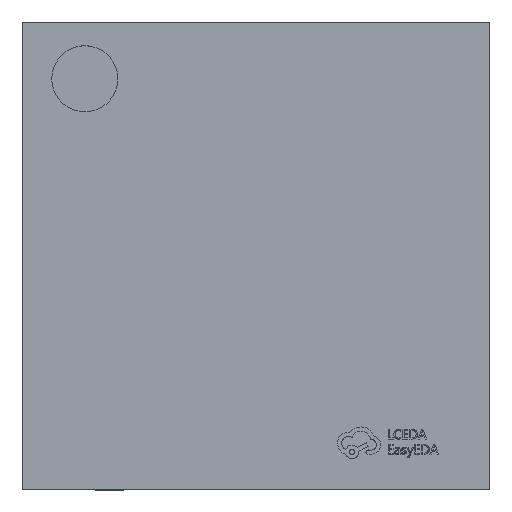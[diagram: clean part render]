
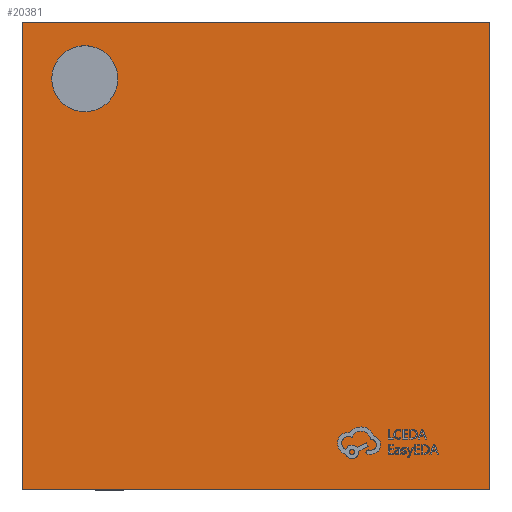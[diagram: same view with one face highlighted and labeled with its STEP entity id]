
A CAD part, top view. The second image highlights one B-rep face of the part: STEP entity #20381.
In plain terms, the highlighted planar face has unit normal (0, 0, 1).
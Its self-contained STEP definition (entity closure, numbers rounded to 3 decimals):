
#884 = CARTESIAN_POINT ( 'NONE',  ( -2., 2., 1. ) ) ;
#1640 = DIRECTION ( 'NONE',  ( 1., 0., 0. ) ) ;
#1848 = VECTOR ( 'NONE', #7147, 1000. ) ;
#4479 = CARTESIAN_POINT ( 'NONE',  ( 2., 2., 1. ) ) ;
#4692 = FACE_OUTER_BOUND ( 'NONE', #28104, .T. ) ;
#4829 = CARTESIAN_POINT ( 'NONE',  ( 2., 2., 1. ) ) ;
#5129 = CARTESIAN_POINT ( 'NONE',  ( -1.464, 1.515, 1. ) ) ;
#6606 = ORIENTED_EDGE ( 'NONE', *, *, #25955, .F. ) ;
#7147 = DIRECTION ( 'NONE',  ( 1., 0., 0. ) ) ;
#7480 = ORIENTED_EDGE ( 'NONE', *, *, #37423, .T. ) ;
#8135 = VERTEX_POINT ( 'NONE', #11995 ) ;
#8684 = VERTEX_POINT ( 'NONE', #25807 ) ;
#10848 = CIRCLE ( 'NONE', #38531, 0.283 ) ;
#10881 = CARTESIAN_POINT ( 'NONE',  ( 0., 0., 1. ) ) ;
#11995 = CARTESIAN_POINT ( 'NONE',  ( 2., -2., 1. ) ) ;
#12406 = VERTEX_POINT ( 'NONE', #23306 ) ;
#12428 = CIRCLE ( 'NONE', #21576, 0.283 ) ;
#13155 = DIRECTION ( 'NONE',  ( 0., -1., 0. ) ) ;
#13646 = EDGE_CURVE ( 'NONE', #8684, #40357, #10848, .T. ) ;
#14160 = LINE ( 'NONE', #4479, #24702 ) ;
#14325 = EDGE_CURVE ( 'NONE', #8135, #29615, #14160, .T. ) ;
#16732 = ORIENTED_EDGE ( 'NONE', *, *, #25274, .T. ) ;
#18836 = CARTESIAN_POINT ( 'NONE',  ( -2., -2., 1. ) ) ;
#19091 = LINE ( 'NONE', #40831, #29995 ) ;
#20122 = EDGE_LOOP ( 'NONE', ( #37874, #6606 ) ) ;
#20381 = ADVANCED_FACE ( 'NONE', ( #32725, #4692 ), #23616, .T. ) ;
#21576 = AXIS2_PLACEMENT_3D ( 'NONE', #26552, #35677, #39172 ) ;
#21609 = AXIS2_PLACEMENT_3D ( 'NONE', #10881, #23416, #23235 ) ;
#23235 = DIRECTION ( 'NONE',  ( 1., 0., 0. ) ) ;
#23267 = DIRECTION ( 'NONE',  ( 0., 0., 1. ) ) ;
#23306 = CARTESIAN_POINT ( 'NONE',  ( -2., -2., 1. ) ) ;
#23416 = DIRECTION ( 'NONE',  ( 0., 0., 1. ) ) ;
#23616 = PLANE ( 'NONE',  #21609 ) ;
#23916 = CARTESIAN_POINT ( 'NONE',  ( -2., 2., 1. ) ) ;
#24702 = VECTOR ( 'NONE', #35447, 1000. ) ;
#25274 = EDGE_CURVE ( 'NONE', #29615, #32493, #25825, .T. ) ;
#25807 = CARTESIAN_POINT ( 'NONE',  ( -1.181, 1.515, 1. ) ) ;
#25825 = LINE ( 'NONE', #884, #39374 ) ;
#25955 = EDGE_CURVE ( 'NONE', #40357, #8684, #12428, .T. ) ;
#26552 = CARTESIAN_POINT ( 'NONE',  ( -1.464, 1.515, 1. ) ) ;
#27370 = CARTESIAN_POINT ( 'NONE',  ( -1.746, 1.515, 1. ) ) ;
#28104 = EDGE_LOOP ( 'NONE', ( #37620, #16732, #7480, #36889 ) ) ;
#29615 = VERTEX_POINT ( 'NONE', #4829 ) ;
#29995 = VECTOR ( 'NONE', #13155, 1000. ) ;
#32056 = LINE ( 'NONE', #18836, #1848 ) ;
#32444 = DIRECTION ( 'NONE',  ( -1., 0., 0. ) ) ;
#32493 = VERTEX_POINT ( 'NONE', #23916 ) ;
#32725 = FACE_BOUND ( 'NONE', #20122, .T. ) ;
#35447 = DIRECTION ( 'NONE',  ( 0., 1., 0. ) ) ;
#35677 = DIRECTION ( 'NONE',  ( 0., 0., 1. ) ) ;
#36889 = ORIENTED_EDGE ( 'NONE', *, *, #38602, .T. ) ;
#37423 = EDGE_CURVE ( 'NONE', #32493, #12406, #19091, .T. ) ;
#37620 = ORIENTED_EDGE ( 'NONE', *, *, #14325, .T. ) ;
#37874 = ORIENTED_EDGE ( 'NONE', *, *, #13646, .F. ) ;
#38531 = AXIS2_PLACEMENT_3D ( 'NONE', #5129, #23267, #1640 ) ;
#38602 = EDGE_CURVE ( 'NONE', #12406, #8135, #32056, .T. ) ;
#39172 = DIRECTION ( 'NONE',  ( 1., 0., 0. ) ) ;
#39374 = VECTOR ( 'NONE', #32444, 1000. ) ;
#40357 = VERTEX_POINT ( 'NONE', #27370 ) ;
#40831 = CARTESIAN_POINT ( 'NONE',  ( -2., 2., 1. ) ) ;
